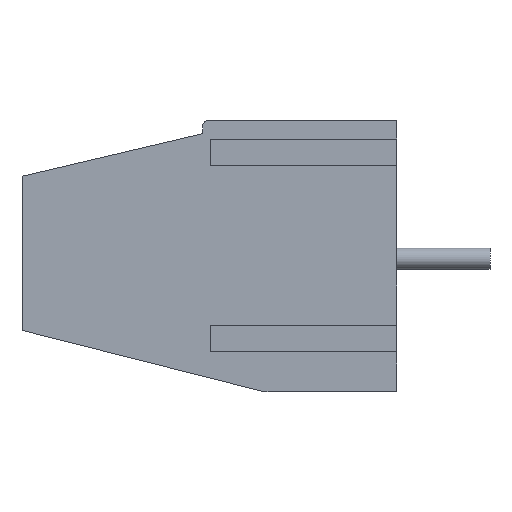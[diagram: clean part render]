
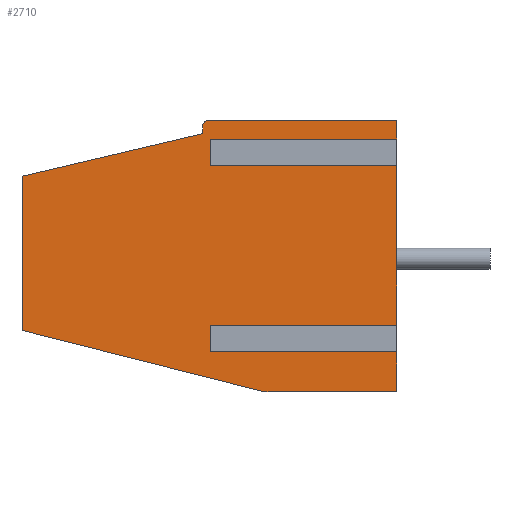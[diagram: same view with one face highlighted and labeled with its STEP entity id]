
A CAD part, left-side view. The second image highlights one B-rep face of the part: STEP entity #2710.
In plain terms, the highlighted planar face has unit normal (-1, 0, 0).
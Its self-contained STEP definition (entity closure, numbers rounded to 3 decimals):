
#7 = CARTESIAN_POINT ( 'NONE',  ( 0., 7., 0. ) ) ;
#65 = VERTEX_POINT ( 'NONE', #1385 ) ;
#71 = ORIENTED_EDGE ( 'NONE', *, *, #3286, .F. ) ;
#104 = VERTEX_POINT ( 'NONE', #4080 ) ;
#115 = VECTOR ( 'NONE', #2274, 1000. ) ;
#134 = CARTESIAN_POINT ( 'NONE',  ( 0., 7.1, 4.8 ) ) ;
#145 = CARTESIAN_POINT ( 'NONE',  ( 0., 7.3, 4.8 ) ) ;
#158 = EDGE_CURVE ( 'NONE', #1111, #4545, #2747, .T. ) ;
#198 = ORIENTED_EDGE ( 'NONE', *, *, #2910, .T. ) ;
#208 = ORIENTED_EDGE ( 'NONE', *, *, #1058, .T. ) ;
#257 = ORIENTED_EDGE ( 'NONE', *, *, #3294, .T. ) ;
#287 = VERTEX_POINT ( 'NONE', #4694 ) ;
#343 = DIRECTION ( 'NONE',  ( 0., 1., 0. ) ) ;
#399 = DIRECTION ( 'NONE',  ( 0., 0., 1. ) ) ;
#404 = VECTOR ( 'NONE', #343, 1000. ) ;
#428 = EDGE_CURVE ( 'NONE', #104, #2586, #2256, .T. ) ;
#524 = DIRECTION ( 'NONE',  ( 0., 0., -1. ) ) ;
#529 = VECTOR ( 'NONE', #1820, 1000. ) ;
#594 = CARTESIAN_POINT ( 'NONE',  ( 0., 14.1, -2.9 ) ) ;
#627 = CARTESIAN_POINT ( 'NONE',  ( 0., 7.3, 4.5 ) ) ;
#640 = ORIENTED_EDGE ( 'NONE', *, *, #1583, .F. ) ;
#661 = EDGE_CURVE ( 'NONE', #2586, #2195, #1840, .T. ) ;
#667 = CARTESIAN_POINT ( 'NONE',  ( 0., 0., -5.2 ) ) ;
#679 = EDGE_CURVE ( 'NONE', #4545, #3809, #1778, .T. ) ;
#759 = VECTOR ( 'NONE', #524, 1000. ) ;
#776 = VECTOR ( 'NONE', #4417, 1000. ) ;
#782 = EDGE_CURVE ( 'NONE', #3809, #65, #1979, .T. ) ;
#799 = CARTESIAN_POINT ( 'NONE',  ( 0., 0., -3.7 ) ) ;
#853 = VERTEX_POINT ( 'NONE', #594 ) ;
#884 = LINE ( 'NONE', #4227, #2539 ) ;
#940 = AXIS2_PLACEMENT_3D ( 'NONE', #134, #1537, #3032 ) ;
#1009 = CARTESIAN_POINT ( 'NONE',  ( 0., 0., 5. ) ) ;
#1049 = ORIENTED_EDGE ( 'NONE', *, *, #4159, .T. ) ;
#1058 = EDGE_CURVE ( 'NONE', #104, #1968, #2508, .T. ) ;
#1083 = VECTOR ( 'NONE', #4345, 1000. ) ;
#1111 = VERTEX_POINT ( 'NONE', #1830 ) ;
#1230 = PLANE ( 'NONE',  #4655 ) ;
#1245 = EDGE_CURVE ( 'NONE', #2151, #4059, #1701, .T. ) ;
#1270 = CARTESIAN_POINT ( 'NONE',  ( 0., 7., -3.7 ) ) ;
#1315 = CARTESIAN_POINT ( 'NONE',  ( 0., 7.3, 0. ) ) ;
#1385 = CARTESIAN_POINT ( 'NONE',  ( 0., 7., 3.3 ) ) ;
#1392 = DIRECTION ( 'NONE',  ( 0., 0., -1. ) ) ;
#1471 = CARTESIAN_POINT ( 'NONE',  ( 0., 0., 0. ) ) ;
#1537 = DIRECTION ( 'NONE',  ( 1., 0., 0. ) ) ;
#1544 = CARTESIAN_POINT ( 'NONE',  ( 0., 0., -5.2 ) ) ;
#1549 = ORIENTED_EDGE ( 'NONE', *, *, #3321, .T. ) ;
#1583 = EDGE_CURVE ( 'NONE', #2195, #287, #2365, .T. ) ;
#1597 = ORIENTED_EDGE ( 'NONE', *, *, #1245, .F. ) ;
#1622 = LINE ( 'NONE', #4228, #759 ) ;
#1632 = CARTESIAN_POINT ( 'NONE',  ( 0., 0., 0. ) ) ;
#1651 = CARTESIAN_POINT ( 'NONE',  ( 0., 0., 0. ) ) ;
#1690 = CARTESIAN_POINT ( 'NONE',  ( 0., 14.1, 2.9 ) ) ;
#1696 = CARTESIAN_POINT ( 'NONE',  ( 0., 5., -5.2 ) ) ;
#1701 = CIRCLE ( 'NONE', #940, 0.2 ) ;
#1716 = DIRECTION ( 'NONE',  ( 0., 0., -1. ) ) ;
#1726 = ORIENTED_EDGE ( 'NONE', *, *, #2866, .T. ) ;
#1751 = VERTEX_POINT ( 'NONE', #1690 ) ;
#1778 = LINE ( 'NONE', #2180, #404 ) ;
#1804 = LINE ( 'NONE', #1009, #776 ) ;
#1820 = DIRECTION ( 'NONE',  ( 0., 0.973, -0.229 ) ) ;
#1830 = CARTESIAN_POINT ( 'NONE',  ( 0., 0., 5. ) ) ;
#1840 = LINE ( 'NONE', #7, #3411 ) ;
#1883 = LINE ( 'NONE', #3288, #529 ) ;
#1889 = CARTESIAN_POINT ( 'NONE',  ( 0., 0., -2.7 ) ) ;
#1907 = VERTEX_POINT ( 'NONE', #1544 ) ;
#1968 = VERTEX_POINT ( 'NONE', #3493 ) ;
#1979 = LINE ( 'NONE', #2079, #4665 ) ;
#2026 = VERTEX_POINT ( 'NONE', #627 ) ;
#2038 = FACE_OUTER_BOUND ( 'NONE', #2774, .T. ) ;
#2053 = LINE ( 'NONE', #667, #3543 ) ;
#2079 = CARTESIAN_POINT ( 'NONE',  ( 0., 7., 0. ) ) ;
#2084 = EDGE_CURVE ( 'NONE', #2026, #1751, #1883, .T. ) ;
#2151 = VERTEX_POINT ( 'NONE', #145 ) ;
#2161 = CARTESIAN_POINT ( 'NONE',  ( 0., 0., 0. ) ) ;
#2180 = CARTESIAN_POINT ( 'NONE',  ( 0., 0., 4.3 ) ) ;
#2195 = VERTEX_POINT ( 'NONE', #1270 ) ;
#2206 = CARTESIAN_POINT ( 'NONE',  ( 0., 7.1, 5. ) ) ;
#2256 = LINE ( 'NONE', #1889, #2851 ) ;
#2262 = CARTESIAN_POINT ( 'NONE',  ( 0., 0., 4.3 ) ) ;
#2274 = DIRECTION ( 'NONE',  ( 0., -1., 0. ) ) ;
#2277 = VECTOR ( 'NONE', #2862, 1000. ) ;
#2282 = DIRECTION ( 'NONE',  ( 0., 0., -1. ) ) ;
#2307 = DIRECTION ( 'NONE',  ( 0., 1., 0. ) ) ;
#2365 = LINE ( 'NONE', #799, #115 ) ;
#2458 = CARTESIAN_POINT ( 'NONE',  ( 0., 7., -2.7 ) ) ;
#2471 = LINE ( 'NONE', #1315, #4180 ) ;
#2508 = LINE ( 'NONE', #1471, #4672 ) ;
#2539 = VECTOR ( 'NONE', #2763, 1000. ) ;
#2586 = VERTEX_POINT ( 'NONE', #2458 ) ;
#2702 = DIRECTION ( 'NONE',  ( 1., 0., 0. ) ) ;
#2710 = ADVANCED_FACE ( 'NONE', ( #2038 ), #1230, .F. ) ;
#2711 = CARTESIAN_POINT ( 'NONE',  ( 0., 7., 4.3 ) ) ;
#2747 = LINE ( 'NONE', #1632, #2770 ) ;
#2763 = DIRECTION ( 'NONE',  ( 0., -1., 0. ) ) ;
#2770 = VECTOR ( 'NONE', #2282, 1000. ) ;
#2774 = EDGE_LOOP ( 'NONE', ( #3436, #3384, #4118, #1726, #1597, #71, #3095, #1049, #1549, #257, #198, #640, #4196, #3058, #208, #2789 ) ) ;
#2789 = ORIENTED_EDGE ( 'NONE', *, *, #3190, .F. ) ;
#2851 = VECTOR ( 'NONE', #2307, 1000. ) ;
#2862 = DIRECTION ( 'NONE',  ( 0., -0.97, -0.245 ) ) ;
#2866 = EDGE_CURVE ( 'NONE', #1111, #4059, #1804, .T. ) ;
#2868 = LINE ( 'NONE', #2161, #1083 ) ;
#2910 = EDGE_CURVE ( 'NONE', #1907, #287, #2868, .T. ) ;
#3032 = DIRECTION ( 'NONE',  ( 0., 0., 1. ) ) ;
#3058 = ORIENTED_EDGE ( 'NONE', *, *, #428, .F. ) ;
#3095 = ORIENTED_EDGE ( 'NONE', *, *, #2084, .T. ) ;
#3184 = CARTESIAN_POINT ( 'NONE',  ( 0., 5., -5.2 ) ) ;
#3190 = EDGE_CURVE ( 'NONE', #65, #1968, #884, .T. ) ;
#3286 = EDGE_CURVE ( 'NONE', #2026, #2151, #2471, .T. ) ;
#3288 = CARTESIAN_POINT ( 'NONE',  ( 0., 14.1, 2.9 ) ) ;
#3294 = EDGE_CURVE ( 'NONE', #3338, #1907, #2053, .T. ) ;
#3321 = EDGE_CURVE ( 'NONE', #853, #3338, #3552, .T. ) ;
#3338 = VERTEX_POINT ( 'NONE', #3184 ) ;
#3384 = ORIENTED_EDGE ( 'NONE', *, *, #679, .F. ) ;
#3411 = VECTOR ( 'NONE', #1392, 1000. ) ;
#3436 = ORIENTED_EDGE ( 'NONE', *, *, #782, .F. ) ;
#3493 = CARTESIAN_POINT ( 'NONE',  ( 0., 0., 3.3 ) ) ;
#3527 = DIRECTION ( 'NONE',  ( 0., 0., -1. ) ) ;
#3543 = VECTOR ( 'NONE', #3974, 1000. ) ;
#3552 = LINE ( 'NONE', #1696, #2277 ) ;
#3654 = DIRECTION ( 'NONE',  ( 0., 0., 1. ) ) ;
#3809 = VERTEX_POINT ( 'NONE', #2711 ) ;
#3974 = DIRECTION ( 'NONE',  ( 0., -1., 0. ) ) ;
#4059 = VERTEX_POINT ( 'NONE', #2206 ) ;
#4080 = CARTESIAN_POINT ( 'NONE',  ( 0., 0., -2.7 ) ) ;
#4118 = ORIENTED_EDGE ( 'NONE', *, *, #158, .F. ) ;
#4159 = EDGE_CURVE ( 'NONE', #1751, #853, #1622, .T. ) ;
#4180 = VECTOR ( 'NONE', #3654, 1000. ) ;
#4196 = ORIENTED_EDGE ( 'NONE', *, *, #661, .F. ) ;
#4227 = CARTESIAN_POINT ( 'NONE',  ( 0., 0., 3.3 ) ) ;
#4228 = CARTESIAN_POINT ( 'NONE',  ( 0., 14.1, 2.9 ) ) ;
#4345 = DIRECTION ( 'NONE',  ( 0., 0., 1. ) ) ;
#4417 = DIRECTION ( 'NONE',  ( 0., 1., 0. ) ) ;
#4545 = VERTEX_POINT ( 'NONE', #2262 ) ;
#4655 = AXIS2_PLACEMENT_3D ( 'NONE', #1651, #2702, #3527 ) ;
#4665 = VECTOR ( 'NONE', #1716, 1000. ) ;
#4672 = VECTOR ( 'NONE', #399, 1000. ) ;
#4694 = CARTESIAN_POINT ( 'NONE',  ( 0., 0., -3.7 ) ) ;
